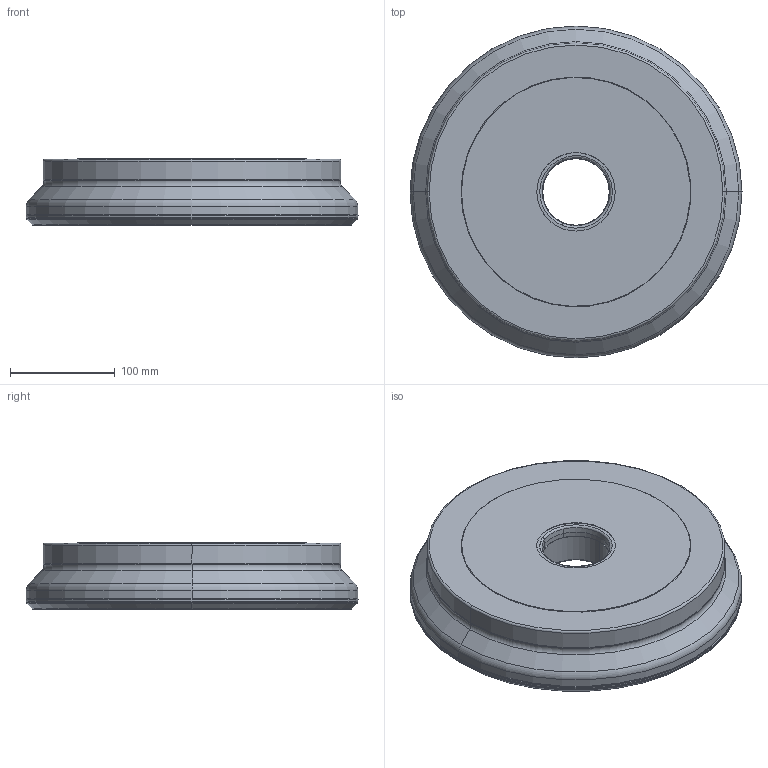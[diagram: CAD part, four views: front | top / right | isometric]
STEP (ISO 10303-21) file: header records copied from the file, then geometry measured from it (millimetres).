
FILE_DESCRIPTION(/* description */ (''),/* implementation_level */ '2;1');
FILE_NAME(/* name */ 'WSX445UR1214MN_IR0_047.stp',/* time_stamp */ '2023-11-01T14:18:48+09:00',/* author */ (''),/* organization */ (''),/* preprocessor_version */ 'ST-DEVELOPER v16',/* originating_system */ 'SIEMENS PLM Software NX 10.0',/* authorisation */ '');
FILE_SCHEMA (('AUTOMOTIVE_DESIGN { 1 0 10303 214 3 1 1 1 }'));
Length unit declared in the file: millimetre
Products named in the file (1): WSX445UR1214MN_IR0_047_ASM
Bounding box: 317.65 x 317.65 x 63.5 mm (x, y, z)
Volume: 3289140.5 mm3; surface area: 259632.7 mm2
Topology: 2 solids, 2 shells, 128 faces, 294 edges, 210 vertices
Faces by surface type: revolution 60, torus 32, cone 14, cylinder 14, plane 8
Entity records: 5436 total; most frequent: CARTESIAN_POINT 2508, DIRECTION 576, ORIENTED_EDGE 518, EDGE_CURVE 259, AXIS2_PLACEMENT_3D 246, CIRCLE 170, B_SPLINE_CURVE_WITH_KNOTS 160, VERTEX_POINT 139
